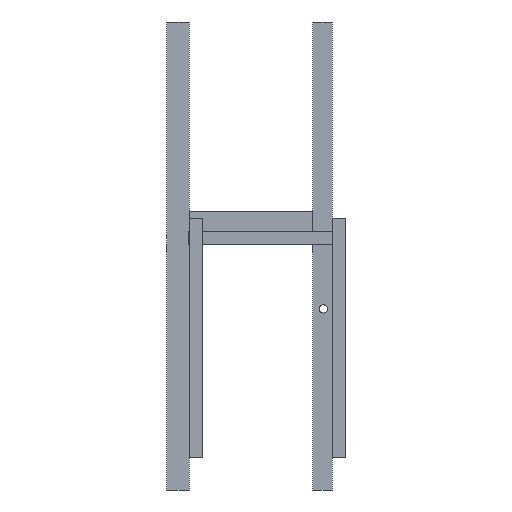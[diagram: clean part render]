
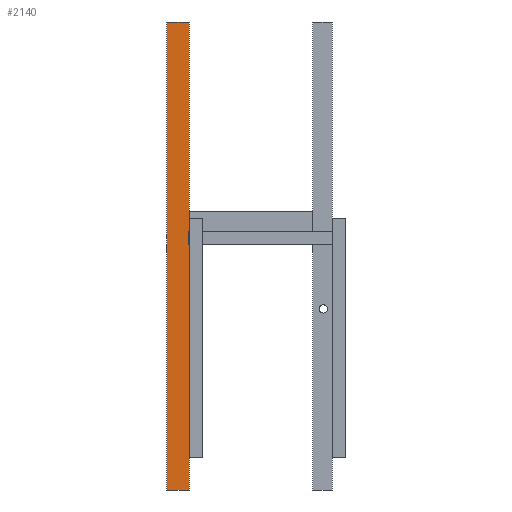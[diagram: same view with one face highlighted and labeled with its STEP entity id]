
A CAD part, left-side view. The second image highlights one B-rep face of the part: STEP entity #2140.
In plain terms, the highlighted planar face has unit normal (-1, 0, 0).
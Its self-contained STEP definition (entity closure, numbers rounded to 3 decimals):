
#2132=AXIS2_PLACEMENT_3D('Plane Axis2P3D',#2129,#2130,#2131) ;
#1998=CARTESIAN_POINT('Line Origine',(741.942,174.36,1468.743)) ;
#2002=CARTESIAN_POINT('Vertex',(741.942,196.319,1468.743)) ;
#2004=CARTESIAN_POINT('Vertex',(741.942,152.4,1468.743)) ;
#2038=CARTESIAN_POINT('Line Origine',(741.942,152.4,1011.543)) ;
#2042=CARTESIAN_POINT('Vertex',(741.942,152.4,554.343)) ;
#2069=CARTESIAN_POINT('Line Origine',(741.942,174.36,554.343)) ;
#2073=CARTESIAN_POINT('Vertex',(741.942,196.319,554.343)) ;
#2100=CARTESIAN_POINT('Line Origine',(741.942,196.319,1011.543)) ;
#2129=CARTESIAN_POINT('Axis2P3D Location',(741.942,0.,0.)) ;
#1999=DIRECTION('Vector Direction',(0.,1.,0.)) ;
#2039=DIRECTION('Vector Direction',(0.,0.,1.)) ;
#2070=DIRECTION('Vector Direction',(0.,-1.,0.)) ;
#2101=DIRECTION('Vector Direction',(0.,0.,-1.)) ;
#2130=DIRECTION('Axis2P3D Direction',(1.,0.,0.)) ;
#2131=DIRECTION('Axis2P3D XDirection',(0.,1.,0.)) ;
#2000=VECTOR('Line Direction',#1999,1.) ;
#2040=VECTOR('Line Direction',#2039,1.) ;
#2071=VECTOR('Line Direction',#2070,1.) ;
#2102=VECTOR('Line Direction',#2101,1.) ;
#2135=ORIENTED_EDGE('',*,*,#2104,.F.) ;
#2136=ORIENTED_EDGE('',*,*,#2075,.F.) ;
#2137=ORIENTED_EDGE('',*,*,#2044,.F.) ;
#2138=ORIENTED_EDGE('',*,*,#2006,.F.) ;
#2140=ADVANCED_FACE('Body.11',(#2139),#2133,.F.) ;
#2006=EDGE_CURVE('',#2003,#2005,#2001,.F.) ;
#2044=EDGE_CURVE('',#2005,#2043,#2041,.F.) ;
#2075=EDGE_CURVE('',#2043,#2074,#2072,.F.) ;
#2104=EDGE_CURVE('',#2074,#2003,#2103,.F.) ;
#2134=EDGE_LOOP('',(#2135,#2136,#2137,#2138)) ;
#2139=FACE_OUTER_BOUND('',#2134,.T.) ;
#2001=LINE('Line',#1998,#2000) ;
#2041=LINE('Line',#2038,#2040) ;
#2072=LINE('Line',#2069,#2071) ;
#2103=LINE('Line',#2100,#2102) ;
#2133=PLANE('',#2132) ;
#2003=VERTEX_POINT('',#2002) ;
#2005=VERTEX_POINT('',#2004) ;
#2043=VERTEX_POINT('',#2042) ;
#2074=VERTEX_POINT('',#2073) ;
